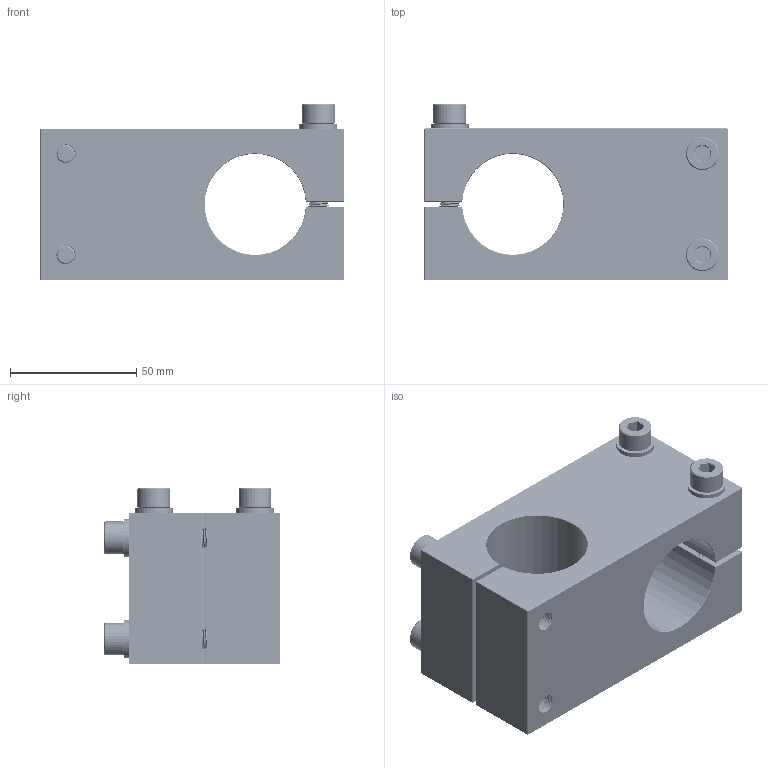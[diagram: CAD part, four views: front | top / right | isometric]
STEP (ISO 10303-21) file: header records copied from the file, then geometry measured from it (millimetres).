
FILE_DESCRIPTION(/* description */ (''),/* implementation_level */ '2;1');
FILE_NAME(/* name */ 'ba360a3a-c78f-4f4e-bbc6-abe6b4d34481.stp',/* time_stamp */ '2024-10-08T19:05:27Z',/* author */ (''),/* organization */ (''),/* preprocessor_version */ 'ST-DEVELOPER v20',/* originating_system */ 'Autodesk Translation Framework v13.20.0.188',/* authorisation */ '');
FILE_SCHEMA (('AUTOMOTIVE_DESIGN { 1 0 10303 214 3 1 1 }'));
Products named in the file (4): SE 01_003; SE 01.003_body_part; Washer_8; Socket_head_screw_M8
Assembly tree (9 placements, depth 2):
  SE 01_003
    Washer_8  x4
    Socket_head_screw_M8  x4
    SE 01.003_body_part
Bounding box: 120 x 69.8 x 69.8 mm (x, y, z)
Volume: 278721.4 mm3; surface area: 67059.1 mm2
Topology: 9 solids, 9 shells, 1038 faces, 2904 edges, 1892 vertices
Faces by surface type: cylinder 842, plane 124, cone 48, bspline 24
Full cylindrical faces by diameter (mm): 6.701 x108, 7.234 x148, 8 x112, 8.128 x80, 8.4 x4, 13 x4, 15 x4
Entity records: 64244 total; most frequent: CARTESIAN_POINT 46468, ORIENTED_EDGE 4446, DIRECTION 2507, EDGE_CURVE 2223, VERTEX_POINT 1451, B_SPLINE_CURVE_WITH_KNOTS 1339, AXIS2_PLACEMENT_3D 858, EDGE_LOOP 800
